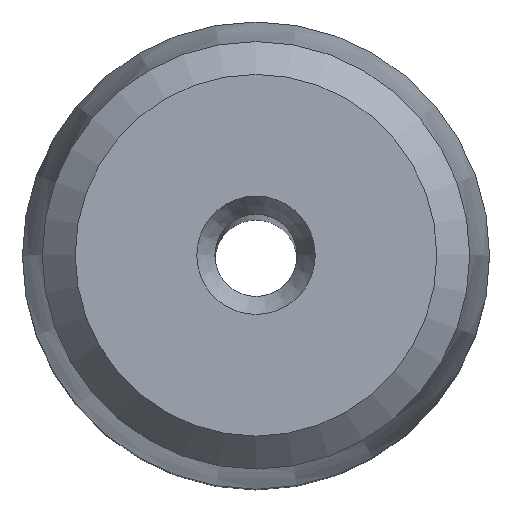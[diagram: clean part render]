
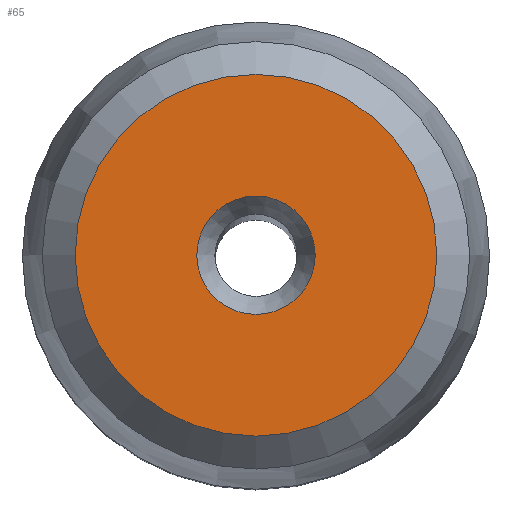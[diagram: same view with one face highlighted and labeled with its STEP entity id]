
A CAD part, top view. The second image highlights one B-rep face of the part: STEP entity #65.
In plain terms, the highlighted planar face has unit normal (0, 0, 1).
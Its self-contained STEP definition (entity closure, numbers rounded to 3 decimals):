
#65=ADVANCED_FACE('',(#102,#103),#91,.F.);
#91=PLANE('',#858);
#102=FACE_BOUND('',#138,.T.);
#103=FACE_BOUND('',#139,.T.);
#138=EDGE_LOOP('',(#182));
#139=EDGE_LOOP('',(#183));
#182=ORIENTED_EDGE('',*,*,#297,.F.);
#183=ORIENTED_EDGE('',*,*,#298,.T.);
#264=VERTEX_POINT('',#1157);
#265=VERTEX_POINT('',#1159);
#297=EDGE_CURVE('',#264,#264,#339,.T.);
#298=EDGE_CURVE('',#265,#265,#340,.T.);
#339=CIRCLE('',#856,1.8);
#340=CIRCLE('',#857,5.5);
#856=AXIS2_PLACEMENT_3D('',#1156,#972,#973);
#857=AXIS2_PLACEMENT_3D('',#1158,#974,#975);
#858=AXIS2_PLACEMENT_3D('',#1160,#976,#977);
#972=DIRECTION('',(0.,0.,1.));
#973=DIRECTION('',(-1.,0.,0.));
#974=DIRECTION('',(0.,0.,1.));
#975=DIRECTION('',(-1.,0.,0.));
#976=DIRECTION('',(0.,0.,-1.));
#977=DIRECTION('',(-1.,0.,0.));
#1156=CARTESIAN_POINT('',(0.,0.,110.));
#1157=CARTESIAN_POINT('',(-1.8,0.,110.));
#1158=CARTESIAN_POINT('',(0.,0.,110.));
#1159=CARTESIAN_POINT('',(-5.5,0.,110.));
#1160=CARTESIAN_POINT('',(0.,0.,110.));
